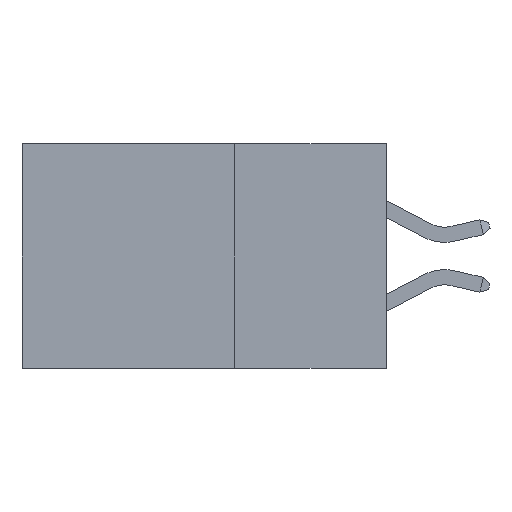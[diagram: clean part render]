
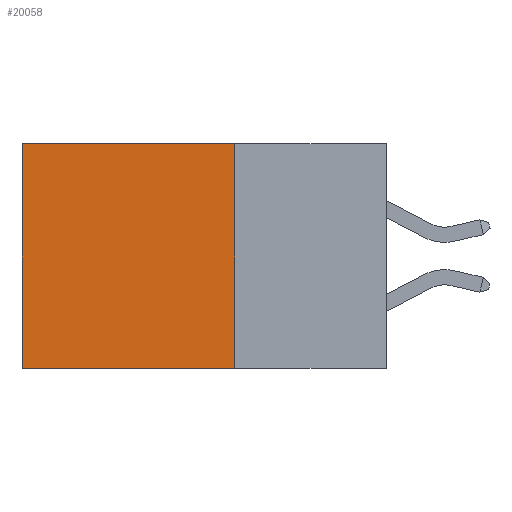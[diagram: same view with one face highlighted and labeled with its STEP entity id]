
A CAD part, left-side view. The second image highlights one B-rep face of the part: STEP entity #20058.
In plain terms, the highlighted planar face has unit normal (-1, 0, 0).
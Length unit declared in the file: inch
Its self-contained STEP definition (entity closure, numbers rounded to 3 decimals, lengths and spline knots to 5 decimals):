
#954 = VECTOR ( 'NONE', #24026, 39.37008 ) ;
#1454 = DIRECTION ( 'NONE',  ( 0., 0., -1. ) ) ;
#1690 = VERTEX_POINT ( 'NONE', #4989 ) ;
#1971 = DIRECTION ( 'NONE',  ( 0., 0., -1. ) ) ;
#3367 = CARTESIAN_POINT ( 'NONE',  ( 0.2615, 0.6, 0. ) ) ;
#4039 = LINE ( 'NONE', #27255, #22861 ) ;
#4989 = CARTESIAN_POINT ( 'NONE',  ( 0.2615, 0.25, 0. ) ) ;
#5795 = CARTESIAN_POINT ( 'NONE',  ( 0.2615, 0.6, -0.37 ) ) ;
#6088 = ORIENTED_EDGE ( 'NONE', *, *, #24215, .F. ) ;
#7097 = CARTESIAN_POINT ( 'NONE',  ( 0.2615, 0.25, -0.37 ) ) ;
#7590 = ORIENTED_EDGE ( 'NONE', *, *, #17476, .T. ) ;
#7922 = VERTEX_POINT ( 'NONE', #7097 ) ;
#9902 = VECTOR ( 'NONE', #1454, 39.37008 ) ;
#11231 = EDGE_CURVE ( 'NONE', #1690, #7922, #20381, .T. ) ;
#11992 = LINE ( 'NONE', #22505, #954 ) ;
#12943 = LINE ( 'NONE', #21373, #13753 ) ;
#13669 = EDGE_LOOP ( 'NONE', ( #7590, #6088, #23631, #18182 ) ) ;
#13753 = VECTOR ( 'NONE', #19310, 39.37008 ) ;
#14136 = DIRECTION ( 'NONE',  ( 1., 0., 0. ) ) ;
#16363 = VERTEX_POINT ( 'NONE', #5795 ) ;
#16612 = CARTESIAN_POINT ( 'NONE',  ( 0.2615, 0.25, -0.37 ) ) ;
#17476 = EDGE_CURVE ( 'NONE', #26903, #16363, #4039, .T. ) ;
#18182 = ORIENTED_EDGE ( 'NONE', *, *, #23861, .T. ) ;
#19310 = DIRECTION ( 'NONE',  ( 0., 1., 0. ) ) ;
#19804 = AXIS2_PLACEMENT_3D ( 'NONE', #16612, #14136, #1971 ) ;
#20058 = ADVANCED_FACE ( 'NONE', ( #26859 ), #27126, .F. ) ;
#20381 = LINE ( 'NONE', #26192, #9902 ) ;
#21373 = CARTESIAN_POINT ( 'NONE',  ( 0.2615, 0.25, -0.37 ) ) ;
#22505 = CARTESIAN_POINT ( 'NONE',  ( 0.2615, 0.25, 0. ) ) ;
#22861 = VECTOR ( 'NONE', #24788, 39.37008 ) ;
#23631 = ORIENTED_EDGE ( 'NONE', *, *, #11231, .F. ) ;
#23861 = EDGE_CURVE ( 'NONE', #1690, #26903, #11992, .T. ) ;
#24026 = DIRECTION ( 'NONE',  ( 0., 1., 0. ) ) ;
#24215 = EDGE_CURVE ( 'NONE', #7922, #16363, #12943, .T. ) ;
#24788 = DIRECTION ( 'NONE',  ( 0., 0., -1. ) ) ;
#26192 = CARTESIAN_POINT ( 'NONE',  ( 0.2615, 0.25, -0.37 ) ) ;
#26859 = FACE_OUTER_BOUND ( 'NONE', #13669, .T. ) ;
#26903 = VERTEX_POINT ( 'NONE', #3367 ) ;
#27126 = PLANE ( 'NONE',  #19804 ) ;
#27255 = CARTESIAN_POINT ( 'NONE',  ( 0.2615, 0.6, -0.37 ) ) ;
